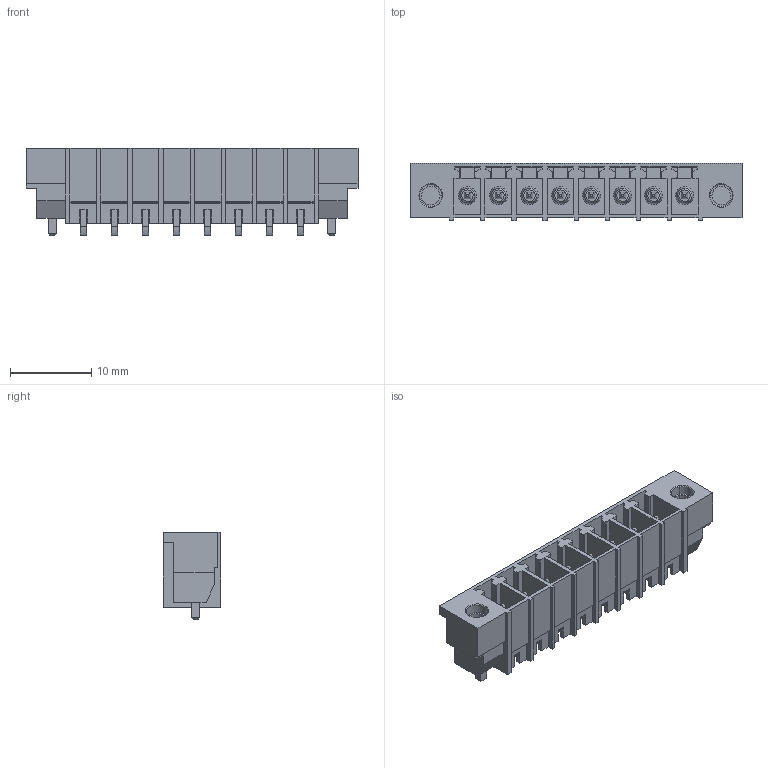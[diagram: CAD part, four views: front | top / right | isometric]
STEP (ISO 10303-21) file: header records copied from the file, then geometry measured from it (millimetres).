
FILE_DESCRIPTION(('CATIA V5 STEP Exchange','CAx-IF Rec.Pracs.--- Model Styling and Organization---1.2---2011-12-15'),'2;1');
FILE_NAME ('D1457758_0_1864280000_1864280000.stp','2018-10-12T11:38:54+00:00',('none'),('Weidmueller'),'CATIA Version 5-6 Release 2014','CATIA V5 STEP AP214','none');
FILE_SCHEMA(('AUTOMOTIVE_DESIGN { 1 0 10303 214 1 1 1 1 }'));
Length unit declared in the file: millimetre
Products named in the file (1): 1864280000
Bounding box: 40.77 x 7.07 x 10.7 mm (x, y, z)
Volume: 1150.5 mm3; surface area: 3245.3 mm2
Topology: 11 solids, 11 shells, 600 faces, 1686 edges, 1136 vertices
Faces by surface type: plane 478, cylinder 86, cone 20, torus 16
Entity records: 17697 total; most frequent: ORIENTED_EDGE 3372, CARTESIAN_POINT 3251, DIRECTION 2306, EDGE_CURVE 1686, VECTOR 1442, LINE 1442, VERTEX_POINT 1136, EDGE_LOOP 644
